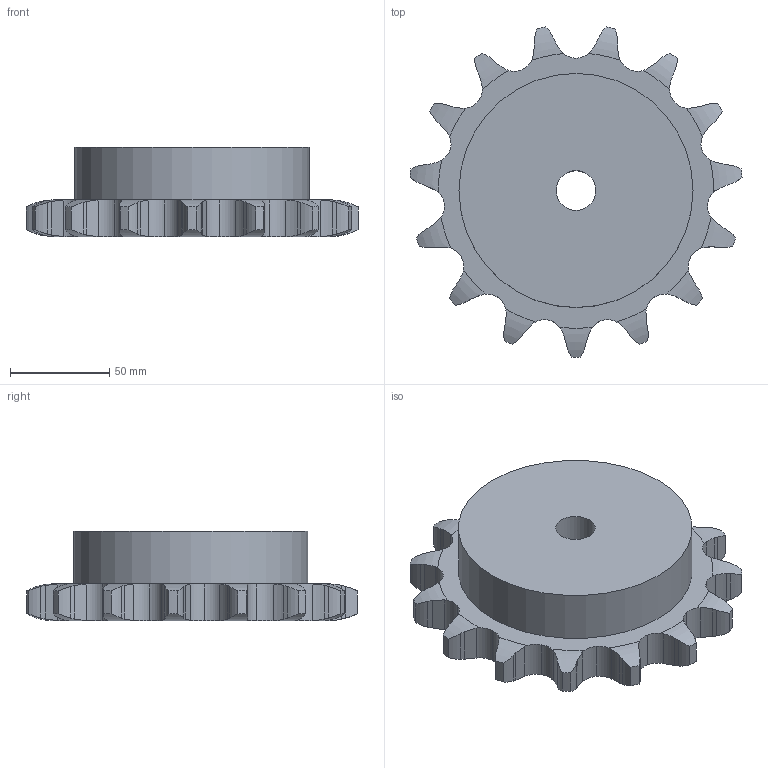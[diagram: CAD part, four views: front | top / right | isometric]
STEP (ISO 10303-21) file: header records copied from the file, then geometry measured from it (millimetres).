
FILE_DESCRIPTION(('FreeCAD Model'),'2;1');
FILE_NAME('Open CASCADE Shape Model','2021-06-13T09:22:05',('FreeCAD'),( 'FreeCAD'),'Open CASCADE STEP processor 7.4','FreeCAD','Unknown');
FILE_SCHEMA(('AUTOMOTIVE_DESIGN { 1 0 10303 214 1 1 1 1 }'));
Length unit declared in the file: millimetre
Products named in the file (1): Open CASCADE STEP translator 7.4 8
Bounding box: 167.38 x 166.49 x 45 mm (x, y, z)
Volume: 587331.5 mm3; surface area: 58761.8 mm2
Topology: 1 solids, 1 shells, 173 faces, 508 edges, 339 vertices
Faces by surface type: cylinder 107, plane 34, torus 32
Full cylindrical faces by diameter (mm): 20 x1, 118 x1
Entity records: 15812 total; most frequent: CARTESIAN_POINT 7203, DIRECTION 1182, ORIENTED_EDGE 1016, PCURVE 1016, DEFINITIONAL_REPRESENTATION 1016, B_SPLINE_CURVE_WITH_KNOTS 726, LINE 571, VECTOR 571
